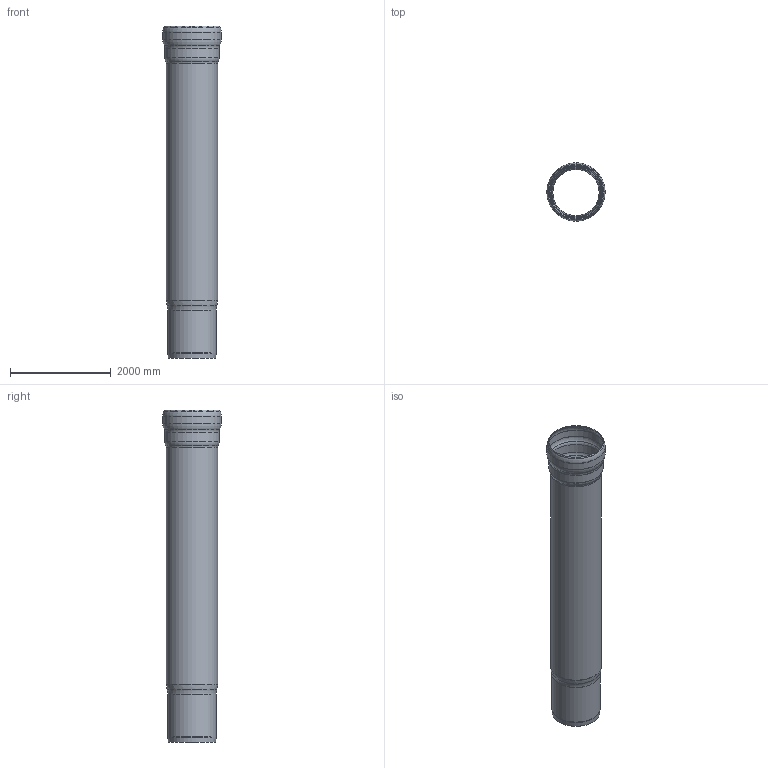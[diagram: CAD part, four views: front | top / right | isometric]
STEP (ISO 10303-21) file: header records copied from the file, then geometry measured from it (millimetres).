
FILE_DESCRIPTION(/* description */ (''),/* implementation_level */ '2;1');
FILE_NAME(/* name */ '21207.100X_3D.stp',/* time_stamp */ '2024-12-12T08:15:25+01:00',/* author */ ('CAD'),/* organization */ (''),/* preprocessor_version */ 'ST-DEVELOPER v20',/* originating_system */ 'AutoCAD Mechanical',/* authorisation */ '');
FILE_SCHEMA (('AUTOMOTIVE_DESIGN { 1 0 10303 214 3 1 1 }'));
Length unit declared in the file: centimetre
Products named in the file (2): Product; *S0
Assembly tree (1 placements, depth 2):
  Product
    *S0
Bounding box: 1159.99 x 1159.99 x 6599.86 mm (x, y, z)
Volume: 250954596 mm3; surface area: 41901962.7 mm2
Topology: 1 solids, 1 shells, 30 faces, 80 edges, 50 vertices
Faces by surface type: torus 14, cylinder 8, cone 6, bspline 2
Full cylindrical faces by diameter (mm): 936 x1, 960 x1, 992 x1, 1016 x1, 1055.991 x1, 1079.991 x1, 1135.991 x1, 1159.991 x1
Entity records: 1061 total; most frequent: CARTESIAN_POINT 215, DIRECTION 208, ORIENTED_EDGE 160, AXIS2_PLACEMENT_3D 97, EDGE_CURVE 80, CIRCLE 66, VERTEX_POINT 50, FACE_OUTER_BOUND 30
